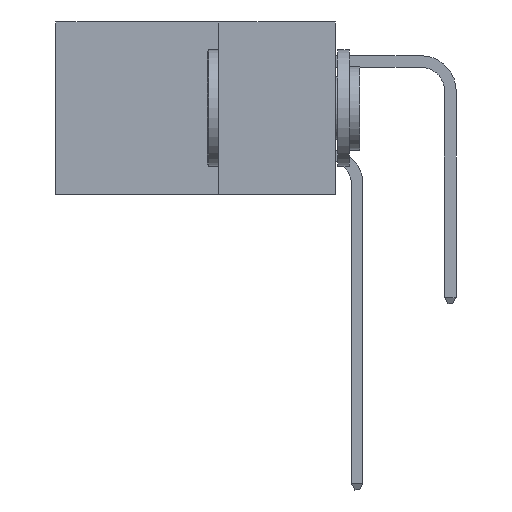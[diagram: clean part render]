
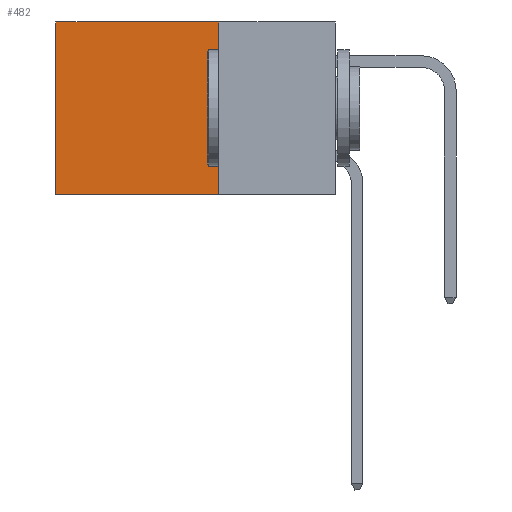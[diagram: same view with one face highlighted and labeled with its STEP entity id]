
A CAD part, left-side view. The second image highlights one B-rep face of the part: STEP entity #482.
In plain terms, the highlighted planar face has unit normal (-1, 0, 0).
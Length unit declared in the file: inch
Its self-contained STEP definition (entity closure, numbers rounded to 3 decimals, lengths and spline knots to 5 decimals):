
#230 = EDGE_CURVE ( 'NONE', #21466, #11844, #16375, .T. ) ;
#482 = ADVANCED_FACE ( 'NONE', ( #14283 ), #33507, .F. ) ;
#3206 = VECTOR ( 'NONE', #15530, 39.37008 ) ;
#3576 = CARTESIAN_POINT ( 'NONE',  ( 0.2875, 0.25, 0. ) ) ;
#4442 = DIRECTION ( 'NONE',  ( 0., 0., -1. ) ) ;
#4778 = CARTESIAN_POINT ( 'NONE',  ( 0.2875, 0.25, 0. ) ) ;
#5154 = LINE ( 'NONE', #3576, #23227 ) ;
#6404 = VECTOR ( 'NONE', #31957, 39.37008 ) ;
#6502 = CARTESIAN_POINT ( 'NONE',  ( 0.2875, 0.25, -0.37 ) ) ;
#10858 = EDGE_CURVE ( 'NONE', #28957, #11844, #33218, .T. ) ;
#11396 = DIRECTION ( 'NONE',  ( 0., 1., 0. ) ) ;
#11844 = VERTEX_POINT ( 'NONE', #33421 ) ;
#11946 = VERTEX_POINT ( 'NONE', #14663 ) ;
#12955 = CARTESIAN_POINT ( 'NONE',  ( 0.2875, 0.6, 0. ) ) ;
#13766 = EDGE_CURVE ( 'NONE', #11946, #28957, #5154, .T. ) ;
#14106 = DIRECTION ( 'NONE',  ( 0., 0., -1. ) ) ;
#14283 = FACE_OUTER_BOUND ( 'NONE', #20727, .T. ) ;
#14663 = CARTESIAN_POINT ( 'NONE',  ( 0.2875, 0.25, 0. ) ) ;
#14897 = ORIENTED_EDGE ( 'NONE', *, *, #13766, .T. ) ;
#15530 = DIRECTION ( 'NONE',  ( 0., 1., 0. ) ) ;
#16375 = LINE ( 'NONE', #18036, #3206 ) ;
#17136 = ORIENTED_EDGE ( 'NONE', *, *, #10858, .T. ) ;
#18036 = CARTESIAN_POINT ( 'NONE',  ( 0.2875, 0.25, -0.37 ) ) ;
#18283 = ORIENTED_EDGE ( 'NONE', *, *, #230, .F. ) ;
#20727 = EDGE_LOOP ( 'NONE', ( #17136, #18283, #33373, #14897 ) ) ;
#21466 = VERTEX_POINT ( 'NONE', #6502 ) ;
#22612 = VECTOR ( 'NONE', #14106, 39.37008 ) ;
#23148 = DIRECTION ( 'NONE',  ( 1., 0., 0. ) ) ;
#23227 = VECTOR ( 'NONE', #11396, 39.37008 ) ;
#24643 = EDGE_CURVE ( 'NONE', #11946, #21466, #30177, .T. ) ;
#26680 = CARTESIAN_POINT ( 'NONE',  ( 0.2875, 0.25, 0. ) ) ;
#28957 = VERTEX_POINT ( 'NONE', #12955 ) ;
#29683 = CARTESIAN_POINT ( 'NONE',  ( 0.2875, 0.6, 0. ) ) ;
#30177 = LINE ( 'NONE', #26680, #6404 ) ;
#31902 = AXIS2_PLACEMENT_3D ( 'NONE', #4778, #23148, #4442 ) ;
#31957 = DIRECTION ( 'NONE',  ( 0., 0., -1. ) ) ;
#33218 = LINE ( 'NONE', #29683, #22612 ) ;
#33373 = ORIENTED_EDGE ( 'NONE', *, *, #24643, .F. ) ;
#33421 = CARTESIAN_POINT ( 'NONE',  ( 0.2875, 0.6, -0.37 ) ) ;
#33507 = PLANE ( 'NONE',  #31902 ) ;
